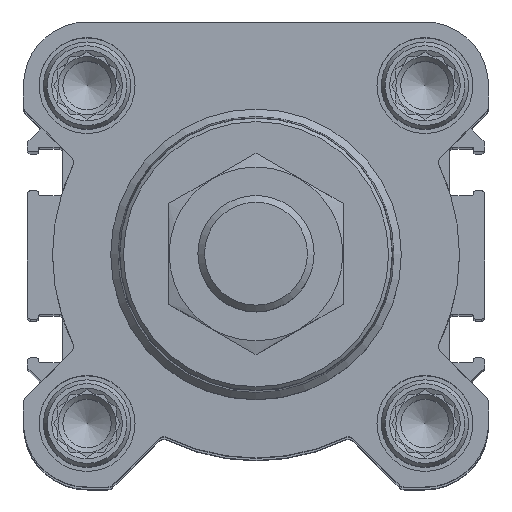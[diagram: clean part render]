
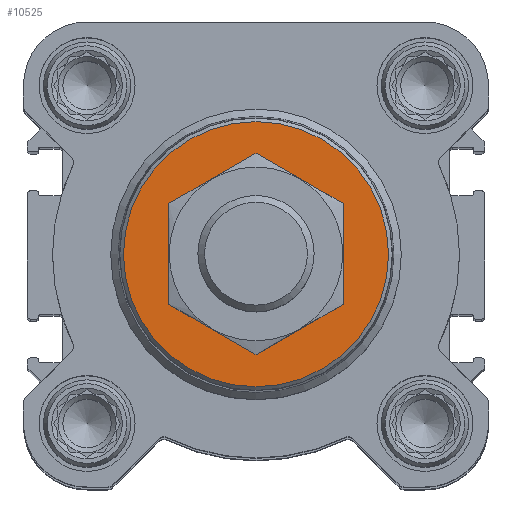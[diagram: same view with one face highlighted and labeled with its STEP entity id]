
A CAD part, top view. The second image highlights one B-rep face of the part: STEP entity #10525.
In plain terms, the highlighted planar face has unit normal (0, 0, 1).
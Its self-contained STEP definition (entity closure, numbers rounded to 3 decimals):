
#2026=PLANE('',#11478);
#2573=CIRCLE('',#11479,18.242);
#2574=CIRCLE('',#11480,10.);
#4400=ORIENTED_EDGE('',*,*,#6707,.F.);
#4401=ORIENTED_EDGE('',*,*,#6708,.T.);
#6707=EDGE_CURVE('',#7976,#7976,#2573,.T.);
#6708=EDGE_CURVE('',#7977,#7977,#2574,.T.);
#7976=VERTEX_POINT('',#17451);
#7977=VERTEX_POINT('',#17453);
#8842=EDGE_LOOP('',(#4400));
#8843=EDGE_LOOP('',(#4401));
#9605=FACE_BOUND('',#8842,.T.);
#9606=FACE_BOUND('',#8843,.T.);
#10525=ADVANCED_FACE('',(#9605,#9606),#2026,.F.);
#11478=AXIS2_PLACEMENT_3D('',#17449,#13557,#13558);
#11479=AXIS2_PLACEMENT_3D('',#17450,#13559,#13560);
#11480=AXIS2_PLACEMENT_3D('',#17452,#13561,#13562);
#13557=DIRECTION('',(0.,0.,-1.));
#13558=DIRECTION('',(-1.,0.,0.));
#13559=DIRECTION('',(0.,0.,-1.));
#13560=DIRECTION('',(-1.,0.,0.));
#13561=DIRECTION('',(0.,0.,-1.));
#13562=DIRECTION('',(-1.,0.,0.));
#17449=CARTESIAN_POINT('',(0.,0.,26.8));
#17450=CARTESIAN_POINT('',(0.,0.,26.8));
#17451=CARTESIAN_POINT('',(-18.242,0.,26.8));
#17452=CARTESIAN_POINT('',(0.,0.,26.8));
#17453=CARTESIAN_POINT('',(-10.,0.,26.8));
